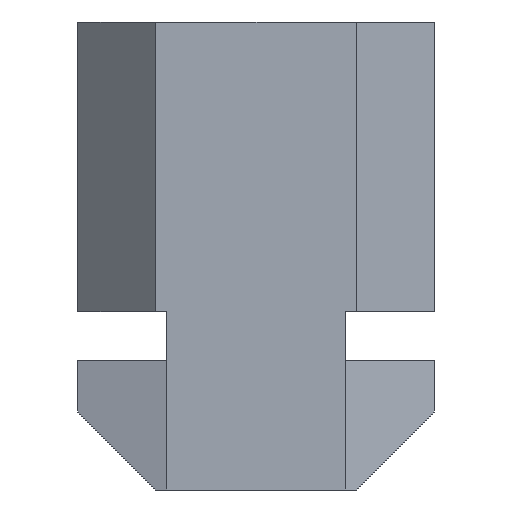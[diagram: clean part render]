
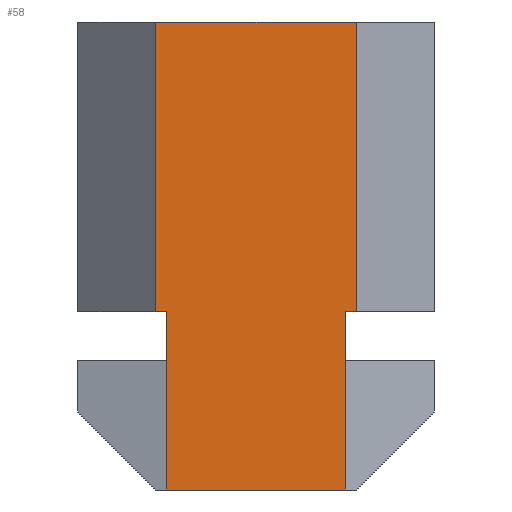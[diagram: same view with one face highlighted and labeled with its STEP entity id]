
A CAD part, left-side view. The second image highlights one B-rep face of the part: STEP entity #58.
In plain terms, the highlighted planar face has unit normal (-1, 0, 0).
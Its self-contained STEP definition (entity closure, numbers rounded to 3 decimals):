
#58=ADVANCED_FACE('',(#130),#131,.T.);
#130=FACE_OUTER_BOUND('',#213,.T.);
#131=PLANE('',#214);
#213=EDGE_LOOP('',(#318,#319,#320,#321,#322,#323,#324,#325));
#214=AXIS2_PLACEMENT_3D('',#326,#327,#328);
#318=ORIENTED_EDGE('',*,*,#543,.F.);
#319=ORIENTED_EDGE('',*,*,#517,.T.);
#320=ORIENTED_EDGE('',*,*,#528,.T.);
#321=ORIENTED_EDGE('',*,*,#535,.F.);
#322=ORIENTED_EDGE('',*,*,#544,.F.);
#323=ORIENTED_EDGE('',*,*,#545,.F.);
#324=ORIENTED_EDGE('',*,*,#546,.T.);
#325=ORIENTED_EDGE('',*,*,#539,.F.);
#326=CARTESIAN_POINT('',(-8.,-4.95,14.05));
#327=DIRECTION('',(-1.0,0.,0.));
#328=DIRECTION('',(0.,1.0,0.0));
#517=EDGE_CURVE('',#612,#613,#614,.T.);
#528=EDGE_CURVE('',#613,#633,#634,.T.);
#535=EDGE_CURVE('',#643,#633,#645,.T.);
#539=EDGE_CURVE('',#650,#652,#653,.T.);
#543=EDGE_CURVE('',#612,#650,#658,.T.);
#544=EDGE_CURVE('',#659,#643,#660,.T.);
#545=EDGE_CURVE('',#661,#659,#662,.T.);
#546=EDGE_CURVE('',#661,#652,#663,.T.);
#612=VERTEX_POINT('',#753);
#613=VERTEX_POINT('',#754);
#614=LINE('',#755,#756);
#633=VERTEX_POINT('',#784);
#634=LINE('',#785,#786);
#643=VERTEX_POINT('',#799);
#645=LINE('',#802,#803);
#650=VERTEX_POINT('',#809);
#652=VERTEX_POINT('',#812);
#653=LINE('',#813,#814);
#658=LINE('',#821,#822);
#659=VERTEX_POINT('',#823);
#660=LINE('',#824,#825);
#661=VERTEX_POINT('',#826);
#662=LINE('',#827,#828);
#663=LINE('',#829,#830);
#753=CARTESIAN_POINT('',(-8.,-4.5,13.0));
#754=CARTESIAN_POINT('',(-8.,4.5,13.0));
#755=CARTESIAN_POINT('',(-8.,-4.5,13.0));
#756=VECTOR('',#960,9.0);
#784=CARTESIAN_POINT('',(-8.,4.5,0.));
#785=CARTESIAN_POINT('',(-8.,4.5,13.0));
#786=VECTOR('',#970,13.0);
#799=CARTESIAN_POINT('',(-8.,4.,0.));
#802=CARTESIAN_POINT('',(-8.,4.,0.));
#803=VECTOR('',#976,0.5);
#809=CARTESIAN_POINT('',(-8.,-4.5,0.));
#812=CARTESIAN_POINT('',(-8.,-4.,0.));
#813=CARTESIAN_POINT('',(-8.,-4.5,0.));
#814=VECTOR('',#979,0.5);
#821=CARTESIAN_POINT('',(-8.,-4.5,13.0));
#822=VECTOR('',#982,13.0);
#823=CARTESIAN_POINT('',(-8.,4.,-8.0));
#824=CARTESIAN_POINT('',(-8.,4.,-8.0));
#825=VECTOR('',#983,8.0);
#826=CARTESIAN_POINT('',(-8.,-4.,-8.0));
#827=CARTESIAN_POINT('',(-8.,-4.,-8.0));
#828=VECTOR('',#984,8.0);
#829=CARTESIAN_POINT('',(-8.,-4.,-8.0));
#830=VECTOR('',#985,8.0);
#960=DIRECTION('',(0.,1.0,0.0));
#970=DIRECTION('',(0.,0.,-1.0));
#976=DIRECTION('',(0.,1.0,0.0));
#979=DIRECTION('',(0.,1.0,0.0));
#982=DIRECTION('',(0.,0.,-1.0));
#983=DIRECTION('',(0.,0.,1.0));
#984=DIRECTION('',(0.,1.0,0.0));
#985=DIRECTION('',(0.,0.,1.0));
